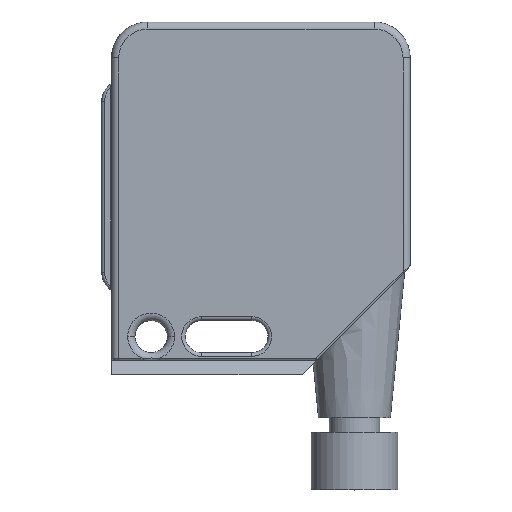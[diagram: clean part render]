
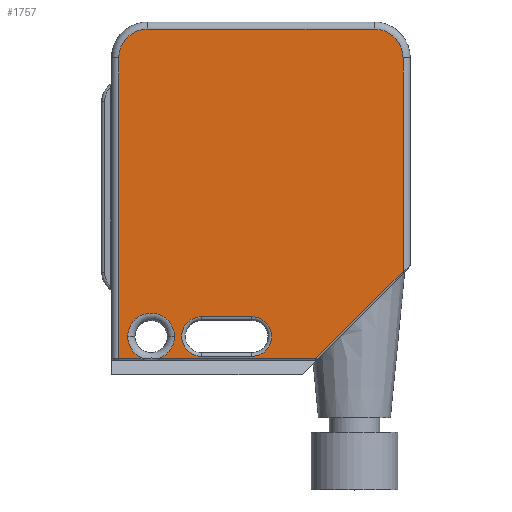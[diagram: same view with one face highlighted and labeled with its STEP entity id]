
A CAD part, top view. The second image highlights one B-rep face of the part: STEP entity #1757.
In plain terms, the highlighted planar face has unit normal (0, 0, 1).
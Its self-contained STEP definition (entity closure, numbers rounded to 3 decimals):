
#69=DIRECTION('',(-0.707,-0.707,0.));
#70=VECTOR('',#69,17.117);
#71=CARTESIAN_POINT('',(19.75,-10.146,7.5));
#72=LINE('',#71,#70);
#73=CARTESIAN_POINT('',(-15.25,-19.2,7.5));
#74=DIRECTION('',(0.,0.,1.));
#75=DIRECTION('',(0.345,-0.938,0.));
#76=AXIS2_PLACEMENT_3D('',#73,#74,#75);
#78=CARTESIAN_POINT('',(-15.25,-19.2,7.5));
#79=DIRECTION('',(0.,0.,1.));
#80=DIRECTION('',(1.,0.,0.));
#81=AXIS2_PLACEMENT_3D('',#78,#79,#80);
#83=CARTESIAN_POINT('',(-15.25,-19.2,7.5));
#84=DIRECTION('',(0.,0.,1.));
#85=DIRECTION('',(0.998,0.069,0.));
#86=AXIS2_PLACEMENT_3D('',#83,#84,#85);
#88=CARTESIAN_POINT('',(-15.25,-19.2,7.5));
#89=DIRECTION('',(0.,0.,1.));
#90=DIRECTION('',(-1.,0.,0.));
#91=AXIS2_PLACEMENT_3D('',#88,#89,#90);
#93=CARTESIAN_POINT('',(-15.25,-19.2,7.5));
#94=DIRECTION('',(0.,0.,1.));
#95=DIRECTION('',(-0.998,-0.069,0.));
#96=AXIS2_PLACEMENT_3D('',#93,#94,#95);
#98=CARTESIAN_POINT('',(-15.75,19.5,7.5));
#99=DIRECTION('',(0.,0.,-1.));
#100=DIRECTION('',(-1.,0.,0.));
#101=AXIS2_PLACEMENT_3D('',#98,#99,#100);
#103=CARTESIAN_POINT('',(15.75,19.5,7.5));
#104=DIRECTION('',(0.,0.,-1.));
#105=DIRECTION('',(0.,1.,0.));
#106=AXIS2_PLACEMENT_3D('',#103,#104,#105);
#108=CARTESIAN_POINT('',(-1.25,-19.2,7.5));
#109=DIRECTION('',(0.,0.,1.));
#110=DIRECTION('',(0.,-1.,0.));
#111=AXIS2_PLACEMENT_3D('',#108,#109,#110);
#113=CARTESIAN_POINT('',(-1.25,-19.2,7.5));
#114=DIRECTION('',(0.,0.,1.));
#115=DIRECTION('',(0.069,-0.998,0.));
#116=AXIS2_PLACEMENT_3D('',#113,#114,#115);
#118=CARTESIAN_POINT('',(-8.25,-19.2,7.5));
#119=DIRECTION('',(0.,0.,1.));
#120=DIRECTION('',(0.,1.,0.));
#121=AXIS2_PLACEMENT_3D('',#118,#119,#120);
#123=CARTESIAN_POINT('',(-8.25,-19.2,7.5));
#124=DIRECTION('',(0.,0.,1.));
#125=DIRECTION('',(-0.069,0.998,0.));
#126=AXIS2_PLACEMENT_3D('',#123,#124,#125);
#149=DIRECTION('',(0.,1.,0.));
#150=VECTOR('',#149,29.646);
#151=CARTESIAN_POINT('',(19.75,-10.146,7.5));
#152=LINE('',#151,#150);
#191=DIRECTION('',(-1.,0.,0.));
#192=VECTOR('',#191,31.5);
#193=CARTESIAN_POINT('',(15.75,23.5,7.5));
#194=LINE('',#193,#192);
#210=DIRECTION('',(0.,-1.,0.));
#211=VECTOR('',#210,41.75);
#212=CARTESIAN_POINT('',(-19.75,19.5,7.5));
#213=LINE('',#212,#211);
#219=DIRECTION('',(1.,0.,0.));
#220=VECTOR('',#219,3.378);
#221=CARTESIAN_POINT('',(-19.75,-22.25,7.5));
#222=LINE('',#221,#220);
#975=DIRECTION('',(1.,0.,0.));
#976=VECTOR('',#975,7.);
#977=CARTESIAN_POINT('',(-8.25,-16.45,7.5));
#978=LINE('',#977,#976);
#989=DIRECTION('',(-1.,0.,0.));
#990=VECTOR('',#989,7.);
#991=CARTESIAN_POINT('',(-1.25,-21.95,7.5));
#992=LINE('',#991,#990);
#1372=DIRECTION('',(1.,0.,0.));
#1373=VECTOR('',#1372,21.774);
#1374=CARTESIAN_POINT('',(-14.128,-22.25,
7.5));
#1375=LINE('',#1374,#1373);
#1415=CARTESIAN_POINT('',(-1.25,-21.95,7.5));
#1416=CARTESIAN_POINT('',(-1.062,-21.944,
7.5));
#1417=VERTEX_POINT('',#1415);
#1418=VERTEX_POINT('',#1416);
#1419=CARTESIAN_POINT('',(-1.25,-16.45,7.5));
#1420=VERTEX_POINT('',#1419);
#1421=CARTESIAN_POINT('',(-8.25,-16.45,
7.5));
#1422=VERTEX_POINT('',#1421);
#1423=CARTESIAN_POINT('',(-8.438,-16.456,
7.5));
#1424=VERTEX_POINT('',#1423);
#1425=CARTESIAN_POINT('',(-8.25,-21.95,7.5));
#1426=VERTEX_POINT('',#1425);
#1427=CARTESIAN_POINT('',(19.75,-10.146,7.5));
#1428=CARTESIAN_POINT('',(7.646,-22.25,7.5));
#1429=VERTEX_POINT('',#1427);
#1430=VERTEX_POINT('',#1428);
#1431=CARTESIAN_POINT('',(-14.128,-22.25,
7.5));
#1432=VERTEX_POINT('',#1431);
#1433=CARTESIAN_POINT('',(-12.,-19.2,7.5));
#1434=VERTEX_POINT('',#1433);
#1435=CARTESIAN_POINT('',(-12.008,-18.977,
7.5));
#1436=VERTEX_POINT('',#1435);
#1437=CARTESIAN_POINT('',(-18.5,-19.2,7.5));
#1438=VERTEX_POINT('',#1437);
#1439=CARTESIAN_POINT('',(-18.492,-19.423,7.5));
#1440=VERTEX_POINT('',#1439);
#1441=CARTESIAN_POINT('',(-16.372,-22.25,7.5));
#1442=VERTEX_POINT('',#1441);
#1443=CARTESIAN_POINT('',(-19.75,-22.25,7.5));
#1444=VERTEX_POINT('',#1443);
#1445=CARTESIAN_POINT('',(-19.75,19.5,7.5));
#1446=VERTEX_POINT('',#1445);
#1447=CARTESIAN_POINT('',(-15.75,23.5,7.5));
#1448=VERTEX_POINT('',#1447);
#1449=CARTESIAN_POINT('',(15.75,23.5,7.5));
#1450=VERTEX_POINT('',#1449);
#1451=CARTESIAN_POINT('',(19.75,19.5,7.5));
#1452=VERTEX_POINT('',#1451);
#1710=CARTESIAN_POINT('',(0.,0.625,7.5));
#1711=DIRECTION('',(0.,0.,1.));
#1712=DIRECTION('',(1.,0.,0.));
#1713=AXIS2_PLACEMENT_3D('',#1710,#1711,#1712);
#1714=PLANE('',#1713);
#1716=ORIENTED_EDGE('',*,*,#1715,.T.);
#1718=ORIENTED_EDGE('',*,*,#1717,.F.);
#1720=ORIENTED_EDGE('',*,*,#1719,.T.);
#1722=ORIENTED_EDGE('',*,*,#1721,.T.);
#1724=ORIENTED_EDGE('',*,*,#1723,.T.);
#1726=ORIENTED_EDGE('',*,*,#1725,.T.);
#1728=ORIENTED_EDGE('',*,*,#1727,.T.);
#1730=ORIENTED_EDGE('',*,*,#1729,.F.);
#1732=ORIENTED_EDGE('',*,*,#1731,.F.);
#1734=ORIENTED_EDGE('',*,*,#1733,.T.);
#1736=ORIENTED_EDGE('',*,*,#1735,.F.);
#1738=ORIENTED_EDGE('',*,*,#1737,.T.);
#1740=ORIENTED_EDGE('',*,*,#1739,.F.);
#1741=EDGE_LOOP('',(#1716,#1718,#1720,#1722,#1724,#1726,#1728,#1730,#1732,#1734,
#1736,#1738,#1740));
#1742=FACE_OUTER_BOUND('',#1741,.F.);
#1744=ORIENTED_EDGE('',*,*,#1743,.T.);
#1746=ORIENTED_EDGE('',*,*,#1745,.T.);
#1748=ORIENTED_EDGE('',*,*,#1747,.F.);
#1750=ORIENTED_EDGE('',*,*,#1749,.T.);
#1752=ORIENTED_EDGE('',*,*,#1751,.T.);
#1754=ORIENTED_EDGE('',*,*,#1753,.F.);
#1755=EDGE_LOOP('',(#1744,#1746,#1748,#1750,#1752,#1754));
#1756=FACE_BOUND('',#1755,.F.);
#1757=ADVANCED_FACE('',(#1742,#1756),#1714,.T.);
#77=CIRCLE('',#76,3.25);
#82=CIRCLE('',#81,3.25);
#87=CIRCLE('',#86,3.25);
#92=CIRCLE('',#91,3.25);
#97=CIRCLE('',#96,3.25);
#102=CIRCLE('',#101,4.);
#107=CIRCLE('',#106,4.);
#112=CIRCLE('',#111,2.75);
#117=CIRCLE('',#116,2.75);
#122=CIRCLE('',#121,2.75);
#127=CIRCLE('',#126,2.75);
#1715=EDGE_CURVE('',#1429,#1430,#72,.T.);
#1717=EDGE_CURVE('',#1432,#1430,#1375,.T.);
#1719=EDGE_CURVE('',#1432,#1434,#77,.T.);
#1721=EDGE_CURVE('',#1434,#1436,#82,.T.);
#1723=EDGE_CURVE('',#1436,#1438,#87,.T.);
#1725=EDGE_CURVE('',#1438,#1440,#92,.T.);
#1727=EDGE_CURVE('',#1440,#1442,#97,.T.);
#1729=EDGE_CURVE('',#1444,#1442,#222,.T.);
#1731=EDGE_CURVE('',#1446,#1444,#213,.T.);
#1733=EDGE_CURVE('',#1446,#1448,#102,.T.);
#1735=EDGE_CURVE('',#1450,#1448,#194,.T.);
#1737=EDGE_CURVE('',#1450,#1452,#107,.T.);
#1739=EDGE_CURVE('',#1429,#1452,#152,.T.);
#1743=EDGE_CURVE('',#1417,#1418,#112,.T.);
#1745=EDGE_CURVE('',#1418,#1420,#117,.T.);
#1747=EDGE_CURVE('',#1422,#1420,#978,.T.);
#1749=EDGE_CURVE('',#1422,#1424,#122,.T.);
#1751=EDGE_CURVE('',#1424,#1426,#127,.T.);
#1753=EDGE_CURVE('',#1417,#1426,#992,.T.);
